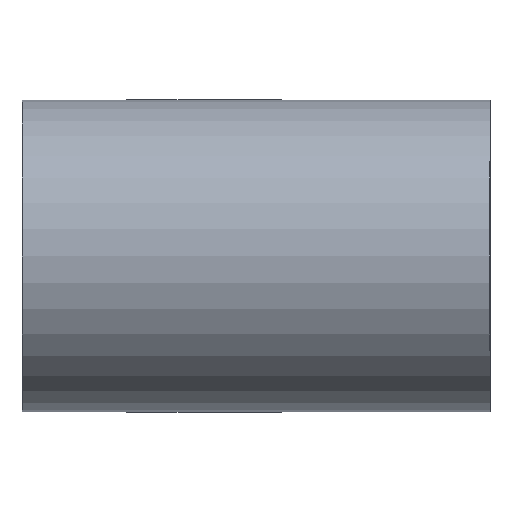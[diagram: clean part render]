
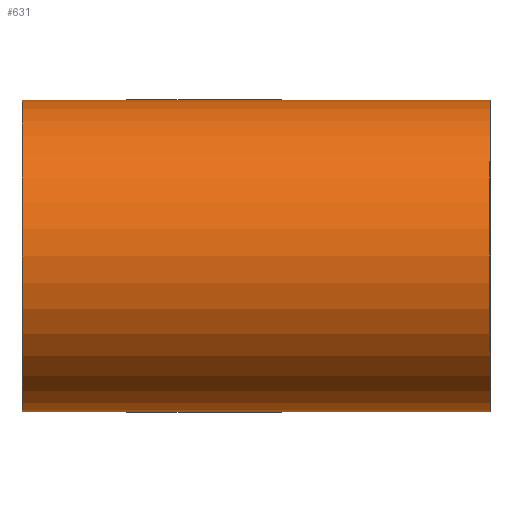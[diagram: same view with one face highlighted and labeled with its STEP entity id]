
A CAD part, left-side view. The second image highlights one B-rep face of the part: STEP entity #631.
In plain terms, the highlighted cylindrical face has radius 25 mm (diameter 50 mm), a full revolution.
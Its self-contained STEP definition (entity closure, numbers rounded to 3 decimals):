
#15=ELLIPSE('',#714,35.355,25.);
#16=ELLIPSE('',#715,35.355,25.);
#17=ELLIPSE('',#716,35.355,25.);
#18=ELLIPSE('',#717,35.355,25.);
#65=CYLINDRICAL_SURFACE('',#718,25.);
#101=FACE_OUTER_BOUND('',#152,.T.);
#152=EDGE_LOOP('',(#579,#580,#581,#582,#583,#584,#585,#586,#587));
#200=LINE('',#1098,#246);
#246=VECTOR('',#917,25.);
#277=CIRCLE('',#710,25.);
#279=CIRCLE('',#719,25.);
#280=CIRCLE('',#720,25.);
#332=VERTEX_POINT('',#1079);
#334=VERTEX_POINT('',#1085);
#335=VERTEX_POINT('',#1087);
#336=VERTEX_POINT('',#1089);
#337=VERTEX_POINT('',#1091);
#338=VERTEX_POINT('',#1095);
#413=EDGE_CURVE('',#332,#332,#277,.T.);
#416=EDGE_CURVE('',#335,#334,#15,.T.);
#417=EDGE_CURVE('',#336,#335,#16,.T.);
#418=EDGE_CURVE('',#337,#336,#17,.T.);
#419=EDGE_CURVE('',#334,#337,#18,.T.);
#420=EDGE_CURVE('',#336,#338,#279,.T.);
#421=EDGE_CURVE('',#338,#336,#280,.T.);
#422=EDGE_CURVE('',#338,#332,#200,.T.);
#579=ORIENTED_EDGE('',*,*,#420,.F.);
#580=ORIENTED_EDGE('',*,*,#417,.T.);
#581=ORIENTED_EDGE('',*,*,#416,.T.);
#582=ORIENTED_EDGE('',*,*,#419,.T.);
#583=ORIENTED_EDGE('',*,*,#418,.T.);
#584=ORIENTED_EDGE('',*,*,#421,.F.);
#585=ORIENTED_EDGE('',*,*,#422,.T.);
#586=ORIENTED_EDGE('',*,*,#413,.F.);
#587=ORIENTED_EDGE('',*,*,#422,.F.);
#631=ADVANCED_FACE('',(#101),#65,.T.);
#710=AXIS2_PLACEMENT_3D('',#1080,#894,#895);
#714=AXIS2_PLACEMENT_3D('',#1088,#903,#904);
#715=AXIS2_PLACEMENT_3D('',#1090,#905,#906);
#716=AXIS2_PLACEMENT_3D('',#1092,#907,#908);
#717=AXIS2_PLACEMENT_3D('',#1093,#909,#910);
#718=AXIS2_PLACEMENT_3D('',#1094,#911,#912);
#719=AXIS2_PLACEMENT_3D('',#1096,#913,#914);
#720=AXIS2_PLACEMENT_3D('',#1097,#915,#916);
#894=DIRECTION('center_axis',(0.,-1.,0.));
#895=DIRECTION('ref_axis',(1.,0.,0.));
#903=DIRECTION('center_axis',(-0.707,-0.707,0.));
#904=DIRECTION('ref_axis',(-0.707,0.707,0.));
#905=DIRECTION('center_axis',(-0.707,0.707,0.));
#906=DIRECTION('ref_axis',(0.707,0.707,0.));
#907=DIRECTION('center_axis',(-0.707,0.707,0.));
#908=DIRECTION('ref_axis',(0.707,0.707,0.));
#909=DIRECTION('center_axis',(-0.707,-0.707,0.));
#910=DIRECTION('ref_axis',(-0.707,0.707,0.));
#911=DIRECTION('center_axis',(0.,1.,0.));
#912=DIRECTION('ref_axis',(1.,0.,0.));
#913=DIRECTION('center_axis',(0.,1.,0.));
#914=DIRECTION('ref_axis',(1.,0.,0.));
#915=DIRECTION('center_axis',(0.,1.,0.));
#916=DIRECTION('ref_axis',(1.,0.,0.));
#917=DIRECTION('',(0.,-1.,0.));
#1079=CARTESIAN_POINT('',(-25.,-25.,0.));
#1080=CARTESIAN_POINT('Origin',(0.,-25.,0.));
#1085=CARTESIAN_POINT('',(25.,0.,0.));
#1087=CARTESIAN_POINT('',(0.,25.,-25.));
#1088=CARTESIAN_POINT('Origin',(0.,25.,0.));
#1089=CARTESIAN_POINT('',(25.,50.,0.));
#1090=CARTESIAN_POINT('Origin',(0.,25.,0.));
#1091=CARTESIAN_POINT('',(0.,25.,25.));
#1092=CARTESIAN_POINT('Origin',(0.,25.,0.));
#1093=CARTESIAN_POINT('Origin',(0.,25.,0.));
#1094=CARTESIAN_POINT('Origin',(0.,0.,0.));
#1095=CARTESIAN_POINT('',(-25.,50.,0.));
#1096=CARTESIAN_POINT('Origin',(0.,50.,0.));
#1097=CARTESIAN_POINT('Origin',(0.,50.,0.));
#1098=CARTESIAN_POINT('',(-25.,0.,0.));
